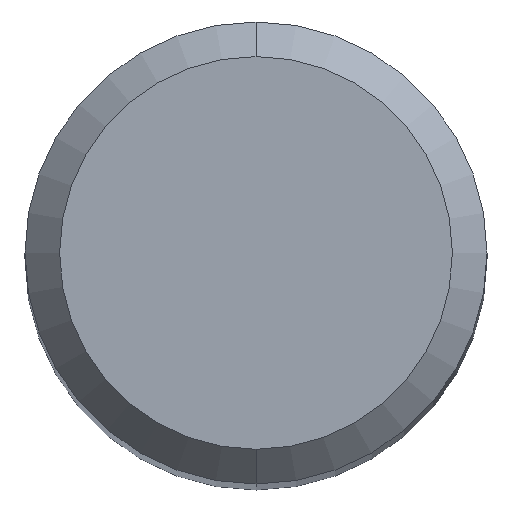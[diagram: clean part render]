
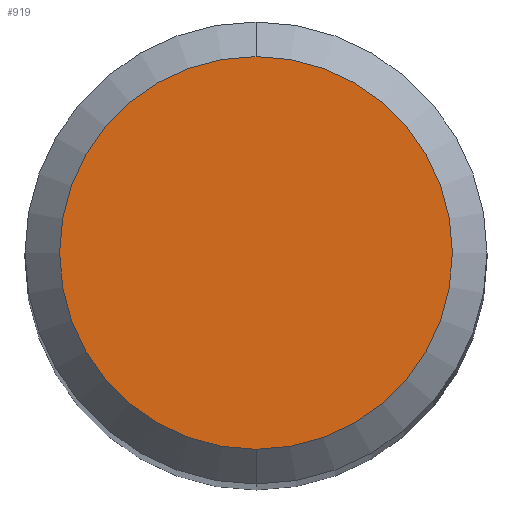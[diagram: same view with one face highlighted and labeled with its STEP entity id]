
A CAD part, top view. The second image highlights one B-rep face of the part: STEP entity #919.
In plain terms, the highlighted planar face has unit normal (0, 0, 1).
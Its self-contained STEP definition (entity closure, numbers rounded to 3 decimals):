
#535=VERTEX_POINT('',#1368);
#737=VERTEX_POINT('',#1589);
#919=ADVANCED_FACE('',(#1789),#1790,.T.);
#1089=EDGE_CURVE('',#737,#535,#1975,.T.);
#1219=EDGE_CURVE('',#535,#737,#2113,.T.);
#1368=CARTESIAN_POINT('',(0.,-1.7,0.0));
#1589=CARTESIAN_POINT('',(0.0,1.7,0.0));
#1789=FACE_OUTER_BOUND('',#4342,.T.);
#1790=PLANE('',#4343);
#1975=CIRCLE('',#4984,1.7);
#2113=CIRCLE('',#5827,1.7);
#4342=EDGE_LOOP('',(#6683,#6684));
#4343=AXIS2_PLACEMENT_3D('',#6685,#6686,#6687);
#4984=AXIS2_PLACEMENT_3D('',#6916,#6917,#6918);
#5827=AXIS2_PLACEMENT_3D('',#7015,#7016,#7017);
#6683=ORIENTED_EDGE('',*,*,#1089,.F.);
#6684=ORIENTED_EDGE('',*,*,#1219,.F.);
#6685=CARTESIAN_POINT('',(0.0,0.85,0.0));
#6686=DIRECTION('',(-0.0,0.0,1.0));
#6687=DIRECTION('',(0.0,-1.0,0.0));
#6916=CARTESIAN_POINT('',(0.0,0.0,0.0));
#6917=DIRECTION('',(0.0,0.0,-1.0));
#6918=DIRECTION('',(0.0,1.0,0.0));
#7015=CARTESIAN_POINT('',(0.0,0.0,0.0));
#7016=DIRECTION('',(0.0,0.0,-1.0));
#7017=DIRECTION('',(0.0,1.0,0.0));
